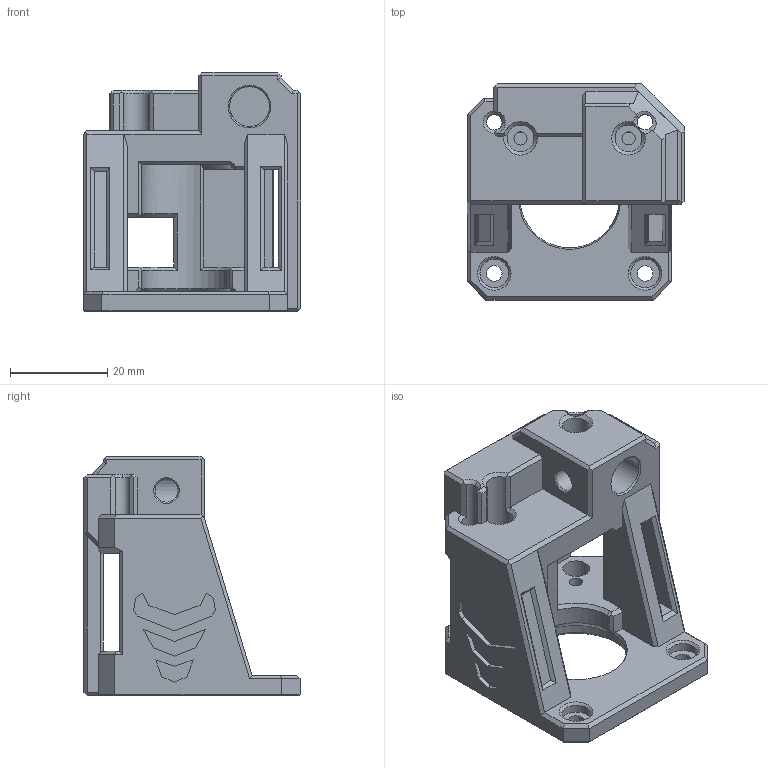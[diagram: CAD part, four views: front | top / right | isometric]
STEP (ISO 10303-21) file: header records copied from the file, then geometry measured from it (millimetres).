
FILE_DESCRIPTION(('HOOPS Exchange Step'),'2;1');
FILE_NAME('temp_export','2024-03-18T21:29:35+19:00',('DentedAF'),('Shapr3D Limited'),'HOOPS Exchange 2023.2','Shapr3D','Authorized');
FILE_SCHEMA( ('AUTOMOTIVE_DESIGN { 1 0 10303 214 1 1 1 1 }') );
Length unit declared in the file: millimetre
Products named in the file (1): root
Bounding box: 44.6 x 44.4 x 49.2 mm (x, y, z)
Volume: 31557.4 mm3; surface area: 14137.8 mm2
Topology: 1 solids, 1 shells, 247 faces, 707 edges, 467 vertices
Faces by surface type: plane 189, cylinder 27, cone 27, bspline 4
Full cylindrical faces by diameter (mm): 2.7 x4, 3.2 x6, 4.6 x5, 4.7 x1, 5.5 x4, 5.9 x2, 8.15 x1, 22.4 x1
Entity records: 8882 total; most frequent: CARTESIAN_POINT 2345, ORIENTED_EDGE 1414, DIRECTION 1266, EDGE_CURVE 707, VECTOR 522, LINE 522, VERTEX_POINT 467, AXIS2_PLACEMENT_3D 372
